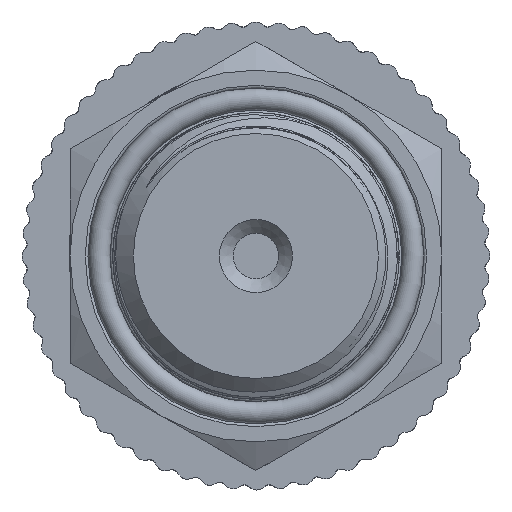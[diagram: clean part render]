
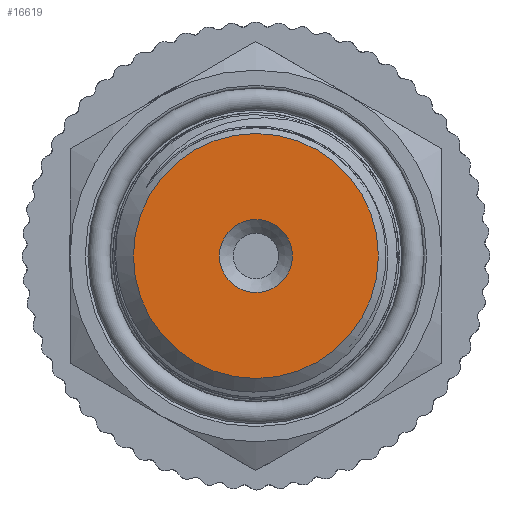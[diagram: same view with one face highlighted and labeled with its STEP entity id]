
A CAD part, left-side view. The second image highlights one B-rep face of the part: STEP entity #16619.
In plain terms, the highlighted face is planar.
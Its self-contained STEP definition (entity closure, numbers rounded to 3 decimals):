
#234=FACE_BOUND('',#2874,.T.);
#949=PLANE('',#17462);
#1905=FACE_OUTER_BOUND('',#2873,.T.);
#2873=EDGE_LOOP('',(#15545));
#2874=EDGE_LOOP('',(#15546));
#3155=CIRCLE('',#17399,8.9);
#3189=CIRCLE('',#17463,2.65);
#7929=VERTEX_POINT('',#48805);
#7969=VERTEX_POINT('',#53178);
#10419=EDGE_CURVE('',#7929,#7929,#3155,.T.);
#10498=EDGE_CURVE('',#7969,#7969,#3189,.T.);
#15545=ORIENTED_EDGE('',*,*,#10419,.T.);
#15546=ORIENTED_EDGE('',*,*,#10498,.F.);
#16619=ADVANCED_FACE('',(#1905,#234),#949,.T.);
#17399=AXIS2_PLACEMENT_3D('',#48807,#19809,#19810);
#17462=AXIS2_PLACEMENT_3D('',#53177,#19946,#19947);
#17463=AXIS2_PLACEMENT_3D('',#53179,#19948,#19949);
#19809=DIRECTION('center_axis',(1.,0.,0.));
#19810=DIRECTION('ref_axis',(0.,1.,0.));
#19946=DIRECTION('center_axis',(1.,0.,0.));
#19947=DIRECTION('ref_axis',(0.,0.,-1.));
#19948=DIRECTION('center_axis',(1.,0.,0.));
#19949=DIRECTION('ref_axis',(0.,0.,-1.));
#48805=CARTESIAN_POINT('',(0.,-8.9,0.));
#48807=CARTESIAN_POINT('Origin',(0.,0.,0.));
#53177=CARTESIAN_POINT('Origin',(0.,2.65,0.));
#53178=CARTESIAN_POINT('',(0.,-2.65,0.));
#53179=CARTESIAN_POINT('Origin',(0.,0.,
0.));
